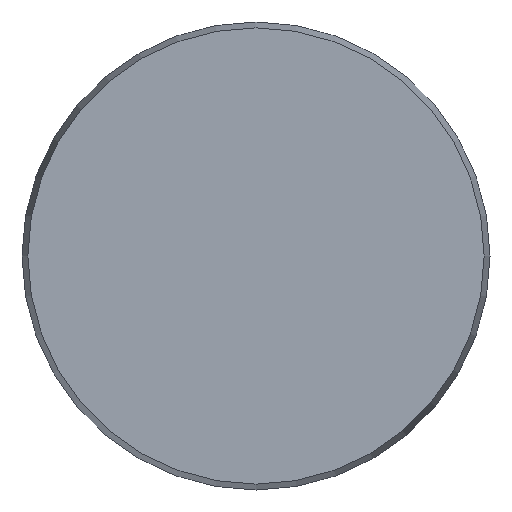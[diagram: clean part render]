
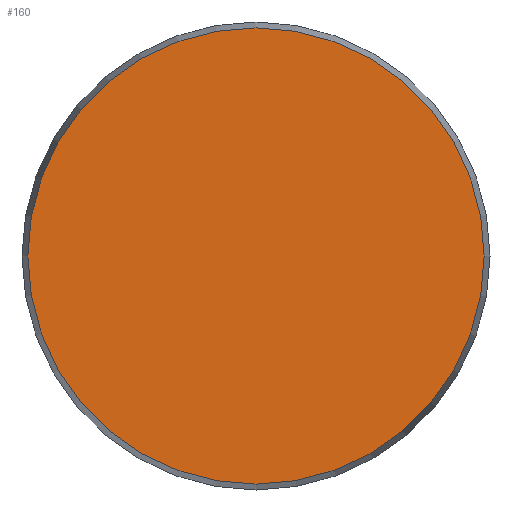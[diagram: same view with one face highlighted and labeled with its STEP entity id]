
A CAD part, front view. The second image highlights one B-rep face of the part: STEP entity #160.
In plain terms, the highlighted planar face has unit normal (0, -1, 0).
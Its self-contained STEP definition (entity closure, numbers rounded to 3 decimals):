
#160 = ADVANCED_FACE( '', ( #343 ), #344, .F. );
#343 = FACE_OUTER_BOUND( '', #572, .T. );
#344 = PLANE( '', #573 );
#572 = EDGE_LOOP( '', ( #947 ) );
#573 = AXIS2_PLACEMENT_3D( '', #948, #949, #950 );
#947 = ORIENTED_EDGE( '', *, *, #1139, .T. );
#948 = CARTESIAN_POINT( '', ( 48.75, 0., 0. ) );
#949 = DIRECTION( '', ( 0., 1., 0. ) );
#950 = DIRECTION( '', ( 0., 0., 1. ) );
#1139 = EDGE_CURVE( '', #1347, #1347, #1348, .T. );
#1347 = VERTEX_POINT( '', #1721 );
#1348 = CIRCLE( '', #1722, 48.75 );
#1721 = CARTESIAN_POINT( '', ( 0., 0., -48.75 ) );
#1722 = AXIS2_PLACEMENT_3D( '', #2111, #2112, #2113 );
#2111 = CARTESIAN_POINT( '', ( 0., 0., 0. ) );
#2112 = DIRECTION( '', ( 0., -1., 0. ) );
#2113 = DIRECTION( '', ( 0., 0., -1. ) );
